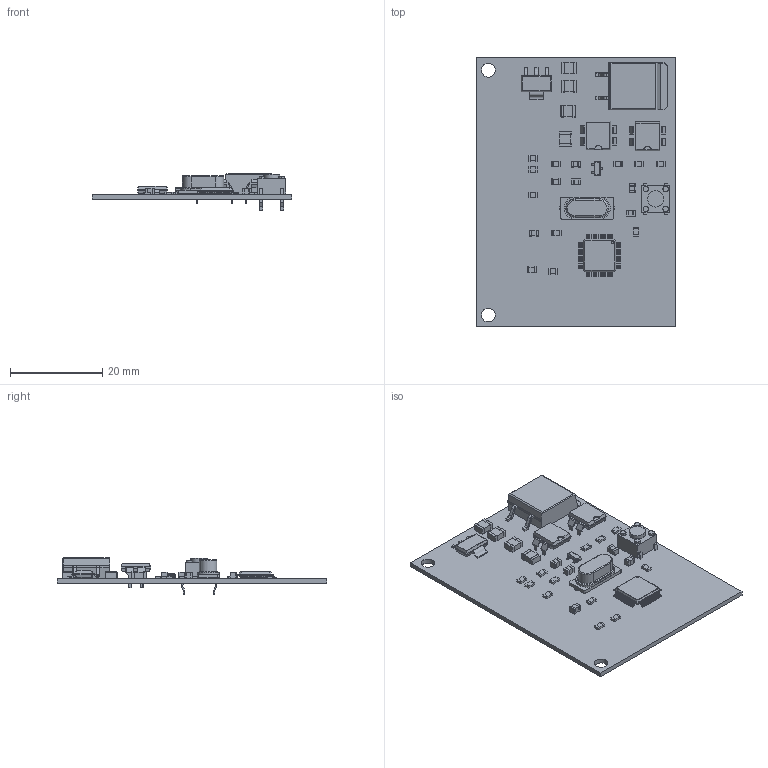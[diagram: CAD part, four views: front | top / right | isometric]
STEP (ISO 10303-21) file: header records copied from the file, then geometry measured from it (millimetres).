
FILE_DESCRIPTION(('for SolidWorks'),'2;1');
FILE_NAME('dip.step', '2018-08-20T14:48:16',('sgt50'),(''),'Open CASCADE STEP processor 6.6' ,'DipTrace','Unknown');
FILE_SCHEMA(('AUTOMOTIVE_DESIGN { 1 0 10303 214 1 1 1 1 }'));
Length unit declared in the file: millimetre
Products named in the file (12): PCB_dip; Board; cap_0805; cap_1210; sot23; res_0805; b3f-1; qfp-48_9x9x0.5; sot223-4; to263-3(4)_15x10x2.54; dip-4; sbcy-2_w11.5
Assembly tree (30 placements, depth 2):
  PCB_dip
    Board
    cap_0805  x5
    cap_1210  x4
    sot23
    res_0805  x12
    b3f-1
    qfp-48_9x9x0.5
    sot223-4
    to263-3(4)_15x10x2.54
    dip-4  x2
    sbcy-2_w11.5
Bounding box: 43.18 x 58.42 x 7.9 mm (x, y, z)
Volume: 3341.9 mm3; surface area: 7004.1 mm2
Topology: 26 solids, 86 shells, 2089 faces, 4801 edges, 2852 vertices
Faces by surface type: plane 1398, cylinder 307, bspline 284, torus 52, sphere 48
Full cylindrical faces by diameter (mm): 0.4 x1, 3 x2
Entity records: 41538 total; most frequent: CARTESIAN_POINT 12036, ORIENTED_EDGE 4854, DIRECTION 3685, EDGE_CURVE 2427, VERTEX_POINT 1496, AXIS2_PLACEMENT_3D 1245, LINE 1195, VECTOR 1195
